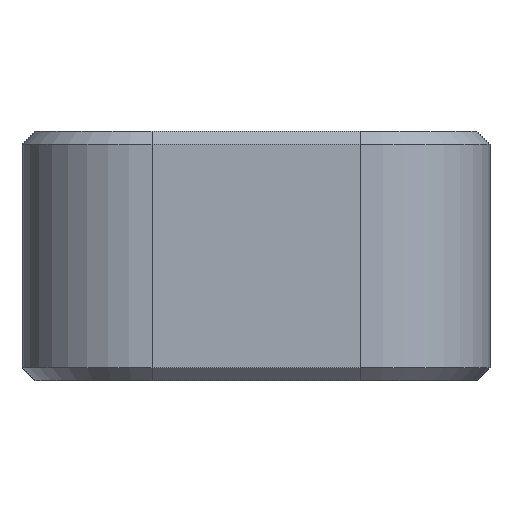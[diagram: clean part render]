
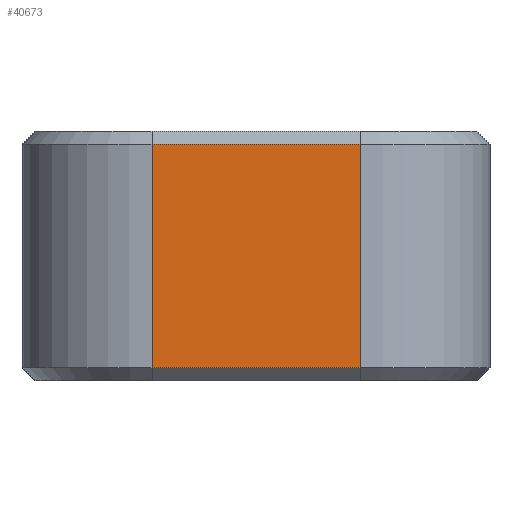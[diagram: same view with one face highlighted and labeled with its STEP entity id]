
A CAD part, front view. The second image highlights one B-rep face of the part: STEP entity #40673.
In plain terms, the highlighted planar face has unit normal (0, -1, 0).
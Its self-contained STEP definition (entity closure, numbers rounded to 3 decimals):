
#48=PLANE('',#44014);
#3334=FACE_OUTER_BOUND('',#6643,.T.);
#6643=EDGE_LOOP('',(#29379,#29380,#29381,#29382));
#9974=LINE('',#59767,#15598);
#9977=LINE('',#59779,#15601);
#9986=LINE('',#59799,#15610);
#9987=LINE('',#59801,#15611);
#15598=VECTOR('',#47414,25.4);
#15601=VECTOR('',#47425,25.4);
#15610=VECTOR('',#47448,25.4);
#15611=VECTOR('',#47451,25.4);
#21278=VERTEX_POINT('',#59763);
#21280=VERTEX_POINT('',#59766);
#21283=VERTEX_POINT('',#59773);
#21285=VERTEX_POINT('',#59777);
#23662=EDGE_CURVE('',#21278,#21280,#9974,.T.);
#23668=EDGE_CURVE('',#21285,#21283,#9977,.T.);
#23679=EDGE_CURVE('',#21280,#21285,#9986,.T.);
#23680=EDGE_CURVE('',#21283,#21278,#9987,.T.);
#29379=ORIENTED_EDGE('',*,*,#23668,.F.);
#29380=ORIENTED_EDGE('',*,*,#23679,.F.);
#29381=ORIENTED_EDGE('',*,*,#23662,.F.);
#29382=ORIENTED_EDGE('',*,*,#23680,.F.);
#40673=ADVANCED_FACE('',(#3334),#48,.F.);
#44014=AXIS2_PLACEMENT_3D('',#59803,#47453,#47454);
#47414=DIRECTION('',(0.,0.,1.));
#47425=DIRECTION('',(0.,0.,-1.));
#47448=DIRECTION('',(1.,0.,0.));
#47451=DIRECTION('',(-1.,0.,0.));
#47453=DIRECTION('center_axis',(0.,1.,0.));
#47454=DIRECTION('ref_axis',(0.,0.,1.));
#59763=CARTESIAN_POINT('',(252.017,9.208,-14.026));
#59766=CARTESIAN_POINT('',(252.017,9.208,-5.426));
#59767=CARTESIAN_POINT('',(252.017,9.208,-10.726));
#59773=CARTESIAN_POINT('',(260.017,9.208,-14.026));
#59777=CARTESIAN_POINT('',(260.017,9.208,-5.426));
#59779=CARTESIAN_POINT('',(260.017,9.208,-9.226));
#59799=CARTESIAN_POINT('',(256.017,9.208,-5.426));
#59801=CARTESIAN_POINT('',(256.017,9.208,-14.026));
#59803=CARTESIAN_POINT('Origin',(256.017,9.208,-9.226));
